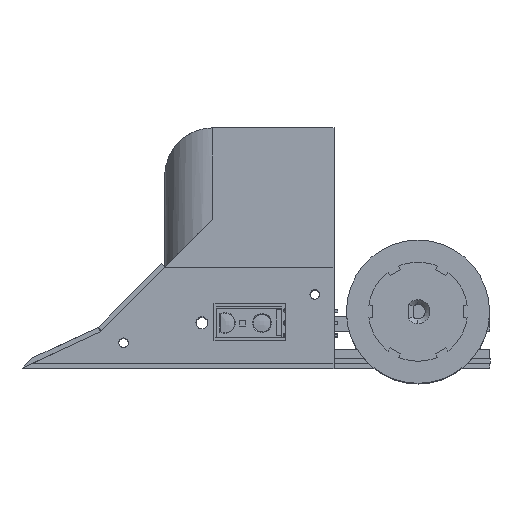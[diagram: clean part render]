
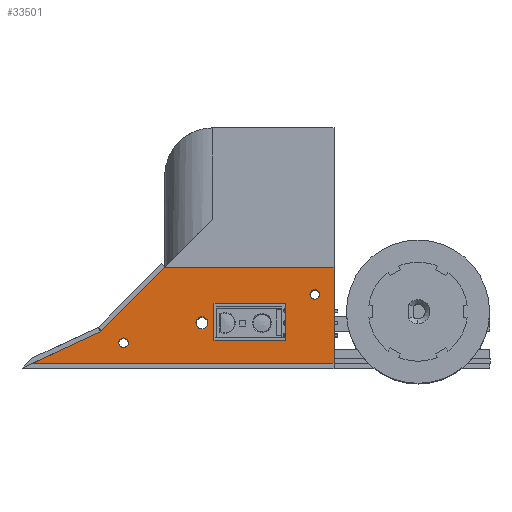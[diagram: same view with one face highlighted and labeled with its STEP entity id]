
A CAD part, top view. The second image highlights one B-rep face of the part: STEP entity #33501.
In plain terms, the highlighted planar face has unit normal (0, 0, 1).
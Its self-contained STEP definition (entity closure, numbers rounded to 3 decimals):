
#175 = DIRECTION ( 'NONE',  ( 1., 0., 0. ) ) ;
#211 = DIRECTION ( 'NONE',  ( -0.906, -0.423, 0. ) ) ;
#498 = CARTESIAN_POINT ( 'NONE',  ( -20.251, -28.958, 2. ) ) ;
#505 = VERTEX_POINT ( 'NONE', #17620 ) ;
#724 = VERTEX_POINT ( 'NONE', #1241 ) ;
#811 = DIRECTION ( 'NONE',  ( 1., 0., 0. ) ) ;
#1240 = CIRCLE ( 'NONE', #23200, 1. ) ;
#1241 = CARTESIAN_POINT ( 'NONE',  ( 4.798, -44.179, 2. ) ) ;
#1500 = DIRECTION ( 'NONE',  ( 0., 1., 0. ) ) ;
#1750 = VERTEX_POINT ( 'NONE', #41629 ) ;
#2732 = CARTESIAN_POINT ( 'NONE',  ( -29.845, -44.71, 2. ) ) ;
#2845 = VECTOR ( 'NONE', #211, 1000. ) ;
#3692 = AXIS2_PLACEMENT_3D ( 'NONE', #5733, #41316, #19967 ) ;
#4166 = LINE ( 'NONE', #11040, #36118 ) ;
#4590 = FACE_BOUND ( 'NONE', #30285, .T. ) ;
#4792 = VECTOR ( 'NONE', #33678, 1000. ) ;
#4811 = PLANE ( 'NONE',  #14987 ) ;
#4956 = EDGE_LOOP ( 'NONE', ( #40273, #30362, #17172, #11372, #24876 ) ) ;
#5001 = CARTESIAN_POINT ( 'NONE',  ( -11.25, -40.579, 2. ) ) ;
#5274 = DIRECTION ( 'NONE',  ( -1., 0., 0. ) ) ;
#5733 = CARTESIAN_POINT ( 'NONE',  ( -28.845, -44.71, 2. ) ) ;
#6339 = ORIENTED_EDGE ( 'NONE', *, *, #7938, .F. ) ;
#6446 = EDGE_CURVE ( 'NONE', #31571, #30026, #40292, .T. ) ;
#7938 = EDGE_CURVE ( 'NONE', #41725, #724, #14158, .T. ) ;
#8393 = DIRECTION ( 'NONE',  ( 0., 0., 1. ) ) ;
#8436 = VERTEX_POINT ( 'NONE', #36181 ) ;
#8817 = LINE ( 'NONE', #37769, #11132 ) ;
#9020 = VERTEX_POINT ( 'NONE', #9050 ) ;
#9050 = CARTESIAN_POINT ( 'NONE',  ( 9.992, -34.642, 2. ) ) ;
#9247 = CIRCLE ( 'NONE', #11547, 1. ) ;
#9433 = DIRECTION ( 'NONE',  ( 1., 0., 0. ) ) ;
#9718 = CARTESIAN_POINT ( 'NONE',  ( 10.992, -34.642, 2. ) ) ;
#9742 = DIRECTION ( 'NONE',  ( 1., 0., 0. ) ) ;
#10200 = CARTESIAN_POINT ( 'NONE',  ( -47.855, -49., 2. ) ) ;
#10241 = EDGE_CURVE ( 'NONE', #16226, #29380, #39261, .T. ) ;
#10739 = AXIS2_PLACEMENT_3D ( 'NONE', #28159, #29079, #46873 ) ;
#10855 = DIRECTION ( 'NONE',  ( 0., 0., 1. ) ) ;
#11040 = CARTESIAN_POINT ( 'NONE',  ( 4.798, -43.679, 2. ) ) ;
#11132 = VECTOR ( 'NONE', #5274, 1000. ) ;
#11372 = ORIENTED_EDGE ( 'NONE', *, *, #28349, .T. ) ;
#11430 = ORIENTED_EDGE ( 'NONE', *, *, #20648, .F. ) ;
#11547 = AXIS2_PLACEMENT_3D ( 'NONE', #33288, #8393, #811 ) ;
#11583 = DIRECTION ( 'NONE',  ( -1., 0., 0. ) ) ;
#11911 = CARTESIAN_POINT ( 'NONE',  ( 0., 0., 2. ) ) ;
#12017 = ORIENTED_EDGE ( 'NONE', *, *, #42915, .F. ) ;
#12328 = DIRECTION ( 'NONE',  ( 0., 1., 0. ) ) ;
#12560 = VECTOR ( 'NONE', #11583, 1000. ) ;
#12962 = VERTEX_POINT ( 'NONE', #31801 ) ;
#13055 = EDGE_CURVE ( 'NONE', #35660, #8436, #42689, .T. ) ;
#14069 = VECTOR ( 'NONE', #21954, 1000. ) ;
#14158 = LINE ( 'NONE', #41935, #27242 ) ;
#14813 = CARTESIAN_POINT ( 'NONE',  ( -10., -36.46, 2. ) ) ;
#14909 = VERTEX_POINT ( 'NONE', #15814 ) ;
#14987 = AXIS2_PLACEMENT_3D ( 'NONE', #11911, #33728, #16161 ) ;
#15253 = CARTESIAN_POINT ( 'NONE',  ( -10., -44.179, 2. ) ) ;
#15814 = CARTESIAN_POINT ( 'NONE',  ( 15., -28.958, 2. ) ) ;
#16161 = DIRECTION ( 'NONE',  ( 1., 0., 0. ) ) ;
#16226 = VERTEX_POINT ( 'NONE', #17189 ) ;
#16880 = EDGE_CURVE ( 'NONE', #29380, #16226, #1240, .T. ) ;
#17066 = ORIENTED_EDGE ( 'NONE', *, *, #42270, .F. ) ;
#17172 = ORIENTED_EDGE ( 'NONE', *, *, #32489, .T. ) ;
#17189 = CARTESIAN_POINT ( 'NONE',  ( -27.845, -44.71, 2. ) ) ;
#17620 = CARTESIAN_POINT ( 'NONE',  ( 11.992, -34.642, 2. ) ) ;
#19196 = CIRCLE ( 'NONE', #26783, 1. ) ;
#19223 = LINE ( 'NONE', #498, #4792 ) ;
#19227 = EDGE_CURVE ( 'NONE', #23870, #1750, #19598, .T. ) ;
#19491 = ORIENTED_EDGE ( 'NONE', *, *, #19227, .F. ) ;
#19542 = ORIENTED_EDGE ( 'NONE', *, *, #34825, .F. ) ;
#19598 = CIRCLE ( 'NONE', #22620, 1.25 ) ;
#19708 = DIRECTION ( 'NONE',  ( 1., 0., 0. ) ) ;
#19967 = DIRECTION ( 'NONE',  ( 1., 0., 0. ) ) ;
#20648 = EDGE_CURVE ( 'NONE', #30026, #41725, #25487, .T. ) ;
#21796 = LINE ( 'NONE', #32702, #2845 ) ;
#21954 = DIRECTION ( 'NONE',  ( 0., -1., 0. ) ) ;
#22030 = CARTESIAN_POINT ( 'NONE',  ( -10., -36.46, 2. ) ) ;
#22583 = FACE_OUTER_BOUND ( 'NONE', #4956, .T. ) ;
#22620 = AXIS2_PLACEMENT_3D ( 'NONE', #34211, #44880, #26854 ) ;
#22825 = FACE_BOUND ( 'NONE', #38282, .T. ) ;
#22886 = VECTOR ( 'NONE', #12328, 1000. ) ;
#23200 = AXIS2_PLACEMENT_3D ( 'NONE', #43341, #10855, #175 ) ;
#23870 = VERTEX_POINT ( 'NONE', #5001 ) ;
#23941 = DIRECTION ( 'NONE',  ( 0., 0., 1. ) ) ;
#24876 = ORIENTED_EDGE ( 'NONE', *, *, #46813, .T. ) ;
#25115 = CIRCLE ( 'NONE', #10739, 1.25 ) ;
#25487 = LINE ( 'NONE', #14813, #14069 ) ;
#25943 = EDGE_CURVE ( 'NONE', #8436, #14909, #37720, .T. ) ;
#26783 = AXIS2_PLACEMENT_3D ( 'NONE', #9718, #23941, #19708 ) ;
#26854 = DIRECTION ( 'NONE',  ( 1., 0., 0. ) ) ;
#27242 = VECTOR ( 'NONE', #9433, 1000. ) ;
#28159 = CARTESIAN_POINT ( 'NONE',  ( -12.5, -40.579, 2. ) ) ;
#28349 = EDGE_CURVE ( 'NONE', #12962, #37395, #19223, .T. ) ;
#28482 = EDGE_CURVE ( 'NONE', #505, #9020, #19196, .T. ) ;
#28523 = ORIENTED_EDGE ( 'NONE', *, *, #16880, .F. ) ;
#29006 = ORIENTED_EDGE ( 'NONE', *, *, #6446, .F. ) ;
#29079 = DIRECTION ( 'NONE',  ( 0., 0., 1. ) ) ;
#29380 = VERTEX_POINT ( 'NONE', #2732 ) ;
#30026 = VERTEX_POINT ( 'NONE', #22030 ) ;
#30281 = VECTOR ( 'NONE', #9742, 1000. ) ;
#30285 = EDGE_LOOP ( 'NONE', ( #17066, #19491 ) ) ;
#30362 = ORIENTED_EDGE ( 'NONE', *, *, #25943, .T. ) ;
#30415 = FACE_BOUND ( 'NONE', #35711, .T. ) ;
#31571 = VERTEX_POINT ( 'NONE', #31965 ) ;
#31801 = CARTESIAN_POINT ( 'NONE',  ( -20.251, -28.958, 2. ) ) ;
#31965 = CARTESIAN_POINT ( 'NONE',  ( 4.798, -36.46, 2. ) ) ;
#32489 = EDGE_CURVE ( 'NONE', #14909, #12962, #8817, .T. ) ;
#32702 = CARTESIAN_POINT ( 'NONE',  ( -33.686, -42.393, 2. ) ) ;
#33161 = CARTESIAN_POINT ( 'NONE',  ( -10., -36.46, 2. ) ) ;
#33288 = CARTESIAN_POINT ( 'NONE',  ( 10.992, -34.642, 2. ) ) ;
#33501 = ADVANCED_FACE ( 'NONE', ( #37314, #22583, #4590, #22825, #30415 ), #4811, .T. ) ;
#33529 = EDGE_LOOP ( 'NONE', ( #28523, #38547 ) ) ;
#33678 = DIRECTION ( 'NONE',  ( -0.707, -0.707, 0. ) ) ;
#33728 = DIRECTION ( 'NONE',  ( 0., 0., 1. ) ) ;
#34211 = CARTESIAN_POINT ( 'NONE',  ( -12.5, -40.579, 2. ) ) ;
#34825 = EDGE_CURVE ( 'NONE', #724, #31571, #4166, .T. ) ;
#35660 = VERTEX_POINT ( 'NONE', #36496 ) ;
#35711 = EDGE_LOOP ( 'NONE', ( #12017, #43988 ) ) ;
#36118 = VECTOR ( 'NONE', #1500, 1000. ) ;
#36181 = CARTESIAN_POINT ( 'NONE',  ( 15., -49., 2. ) ) ;
#36496 = CARTESIAN_POINT ( 'NONE',  ( -47.855, -49., 2. ) ) ;
#37314 = FACE_BOUND ( 'NONE', #33529, .T. ) ;
#37395 = VERTEX_POINT ( 'NONE', #38523 ) ;
#37720 = LINE ( 'NONE', #37961, #22886 ) ;
#37769 = CARTESIAN_POINT ( 'NONE',  ( 15., -28.958, 2. ) ) ;
#37961 = CARTESIAN_POINT ( 'NONE',  ( 15., -49., 2. ) ) ;
#38282 = EDGE_LOOP ( 'NONE', ( #6339, #11430, #29006, #19542 ) ) ;
#38523 = CARTESIAN_POINT ( 'NONE',  ( -33.686, -42.393, 2. ) ) ;
#38547 = ORIENTED_EDGE ( 'NONE', *, *, #10241, .F. ) ;
#39261 = CIRCLE ( 'NONE', #3692, 1. ) ;
#40273 = ORIENTED_EDGE ( 'NONE', *, *, #13055, .T. ) ;
#40292 = LINE ( 'NONE', #33161, #12560 ) ;
#41316 = DIRECTION ( 'NONE',  ( 0., 0., 1. ) ) ;
#41629 = CARTESIAN_POINT ( 'NONE',  ( -13.75, -40.579, 2. ) ) ;
#41725 = VERTEX_POINT ( 'NONE', #15253 ) ;
#41935 = CARTESIAN_POINT ( 'NONE',  ( -10., -44.179, 2. ) ) ;
#42270 = EDGE_CURVE ( 'NONE', #1750, #23870, #25115, .T. ) ;
#42689 = LINE ( 'NONE', #10200, #30281 ) ;
#42915 = EDGE_CURVE ( 'NONE', #9020, #505, #9247, .T. ) ;
#43341 = CARTESIAN_POINT ( 'NONE',  ( -28.845, -44.71, 2. ) ) ;
#43988 = ORIENTED_EDGE ( 'NONE', *, *, #28482, .F. ) ;
#44880 = DIRECTION ( 'NONE',  ( 0., 0., 1. ) ) ;
#46813 = EDGE_CURVE ( 'NONE', #37395, #35660, #21796, .T. ) ;
#46873 = DIRECTION ( 'NONE',  ( 1., 0., 0. ) ) ;
